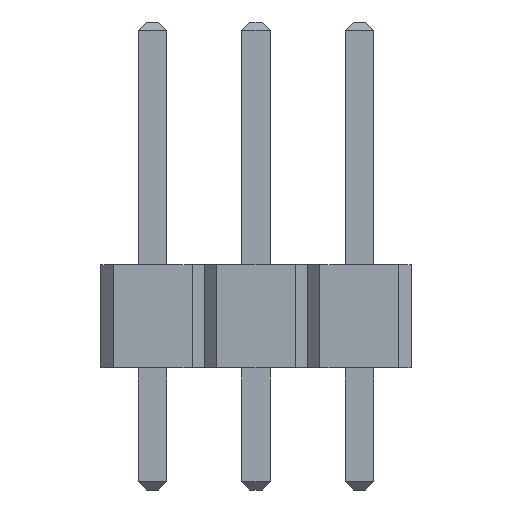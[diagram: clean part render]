
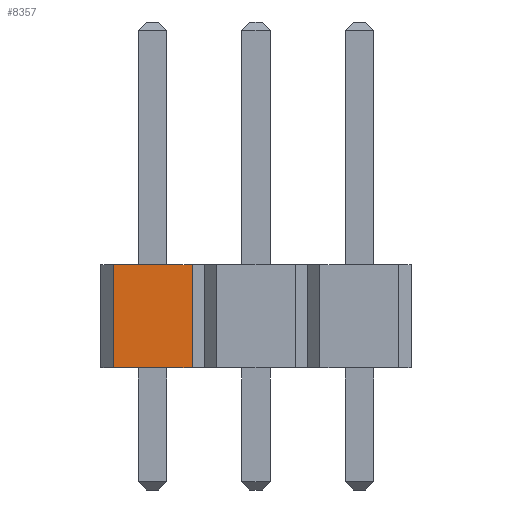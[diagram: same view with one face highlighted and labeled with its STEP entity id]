
A CAD part, front view. The second image highlights one B-rep face of the part: STEP entity #8357.
In plain terms, the highlighted planar face has unit normal (0, -1, 0).
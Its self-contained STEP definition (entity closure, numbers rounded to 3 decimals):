
#7807 = VERTEX_POINT('',#7808);
#7808 = CARTESIAN_POINT('',(-0.97,-36.83,0.));
#7814 = EDGE_CURVE('',#7815,#7807,#7817,.T.);
#7815 = VERTEX_POINT('',#7816);
#7816 = CARTESIAN_POINT('',(0.97,-36.83,0.));
#7817 = LINE('',#7818,#7819);
#7818 = CARTESIAN_POINT('',(1.27,-36.83,0.));
#7819 = VECTOR('',#7820,1.);
#7820 = DIRECTION('',(-1.,0.,0.));
#8029 = VERTEX_POINT('',#8030);
#8030 = CARTESIAN_POINT('',(-0.97,-36.83,2.54));
#8036 = EDGE_CURVE('',#8037,#8029,#8039,.T.);
#8037 = VERTEX_POINT('',#8038);
#8038 = CARTESIAN_POINT('',(0.97,-36.83,2.54));
#8039 = LINE('',#8040,#8041);
#8040 = CARTESIAN_POINT('',(1.27,-36.83,2.54));
#8041 = VECTOR('',#8042,1.);
#8042 = DIRECTION('',(-1.,0.,0.));
#8347 = EDGE_CURVE('',#7815,#8037,#8348,.T.);
#8348 = LINE('',#8349,#8350);
#8349 = CARTESIAN_POINT('',(0.97,-36.83,0.));
#8350 = VECTOR('',#8351,1.);
#8351 = DIRECTION('',(0.,0.,1.));
#8357 = ADVANCED_FACE('',(#8358),#8369,.T.);
#8358 = FACE_BOUND('',#8359,.T.);
#8359 = EDGE_LOOP('',(#8360,#8361,#8362,#8363));
#8360 = ORIENTED_EDGE('',*,*,#7814,.F.);
#8361 = ORIENTED_EDGE('',*,*,#8347,.T.);
#8362 = ORIENTED_EDGE('',*,*,#8036,.T.);
#8363 = ORIENTED_EDGE('',*,*,#8364,.F.);
#8364 = EDGE_CURVE('',#7807,#8029,#8365,.T.);
#8365 = LINE('',#8366,#8367);
#8366 = CARTESIAN_POINT('',(-0.97,-36.83,0.));
#8367 = VECTOR('',#8368,1.);
#8368 = DIRECTION('',(0.,0.,1.));
#8369 = PLANE('',#8370);
#8370 = AXIS2_PLACEMENT_3D('',#8371,#8372,#8373);
#8371 = CARTESIAN_POINT('',(1.27,-36.83,0.));
#8372 = DIRECTION('',(0.,-1.,0.));
#8373 = DIRECTION('',(-1.,0.,0.));
